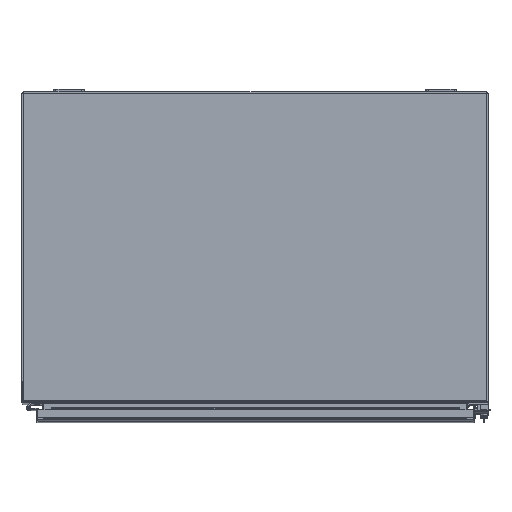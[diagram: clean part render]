
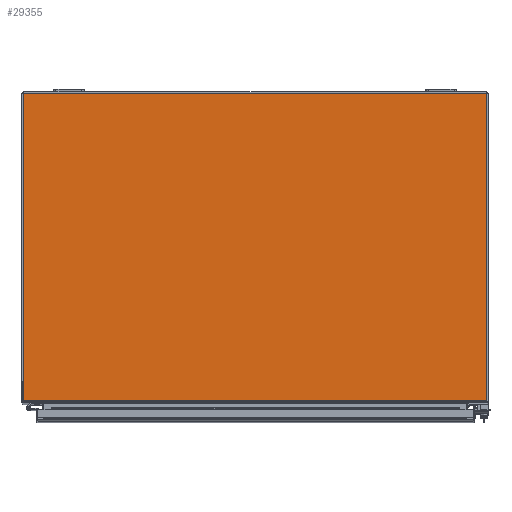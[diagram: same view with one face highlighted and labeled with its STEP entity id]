
A CAD part, top view. The second image highlights one B-rep face of the part: STEP entity #29355.
In plain terms, the highlighted planar face has unit normal (0, 0, 1).
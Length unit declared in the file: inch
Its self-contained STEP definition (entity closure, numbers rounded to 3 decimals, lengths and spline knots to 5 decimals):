
#1119 = VECTOR ( 'NONE', #29773, 39.37008 ) ;
#3011 = LINE ( 'NONE', #21149, #14764 ) ;
#4602 = EDGE_CURVE ( 'NONE', #32158, #45556, #16948, .T. ) ;
#4908 = CARTESIAN_POINT ( 'NONE',  ( 14.928, -0.072, 36. ) ) ;
#6188 = CARTESIAN_POINT ( 'NONE',  ( -14.928, -0.072, 36. ) ) ;
#6919 = ORIENTED_EDGE ( 'NONE', *, *, #4602, .T. ) ;
#8842 = VECTOR ( 'NONE', #37117, 39.37008 ) ;
#9180 = CARTESIAN_POINT ( 'NONE',  ( -14.928, -19.892, 36. ) ) ;
#12502 = VECTOR ( 'NONE', #19573, 39.37008 ) ;
#14764 = VECTOR ( 'NONE', #53907, 39.37008 ) ;
#16776 = EDGE_LOOP ( 'NONE', ( #49649, #34206, #51694, #6919 ) ) ;
#16948 = LINE ( 'NONE', #29468, #1119 ) ;
#19573 = DIRECTION ( 'NONE',  ( 0., -1., 0. ) ) ;
#21149 = CARTESIAN_POINT ( 'NONE',  ( 14.928, -0.072, 36. ) ) ;
#21974 = EDGE_CURVE ( 'NONE', #49431, #32158, #3011, .T. ) ;
#23429 = LINE ( 'NONE', #9180, #8842 ) ;
#24310 = CARTESIAN_POINT ( 'NONE',  ( -14.928, -0.072, 36. ) ) ;
#27037 = FACE_OUTER_BOUND ( 'NONE', #16776, .T. ) ;
#29272 = EDGE_CURVE ( 'NONE', #30036, #49431, #23429, .T. ) ;
#29355 = ADVANCED_FACE ( 'NONE', ( #27037 ), #45207, .T. ) ;
#29468 = CARTESIAN_POINT ( 'NONE',  ( -14.928, -0.072, 36. ) ) ;
#29773 = DIRECTION ( 'NONE',  ( -1., 0., 0. ) ) ;
#30036 = VERTEX_POINT ( 'NONE', #49737 ) ;
#32158 = VERTEX_POINT ( 'NONE', #4908 ) ;
#32824 = CARTESIAN_POINT ( 'NONE',  ( 14.928, -19.892, 36. ) ) ;
#33558 = DIRECTION ( 'NONE',  ( 0., -1., 0. ) ) ;
#34206 = ORIENTED_EDGE ( 'NONE', *, *, #29272, .T. ) ;
#37117 = DIRECTION ( 'NONE',  ( 1., 0., 0. ) ) ;
#42482 = DIRECTION ( 'NONE',  ( 0., 0., 1. ) ) ;
#45207 = PLANE ( 'NONE',  #52571 ) ;
#45556 = VERTEX_POINT ( 'NONE', #51284 ) ;
#49431 = VERTEX_POINT ( 'NONE', #32824 ) ;
#49649 = ORIENTED_EDGE ( 'NONE', *, *, #53164, .T. ) ;
#49737 = CARTESIAN_POINT ( 'NONE',  ( -14.928, -19.892, 36. ) ) ;
#51284 = CARTESIAN_POINT ( 'NONE',  ( -14.928, -0.072, 36. ) ) ;
#51694 = ORIENTED_EDGE ( 'NONE', *, *, #21974, .T. ) ;
#52571 = AXIS2_PLACEMENT_3D ( 'NONE', #24310, #42482, #33558 ) ;
#53164 = EDGE_CURVE ( 'NONE', #45556, #30036, #55013, .T. ) ;
#53907 = DIRECTION ( 'NONE',  ( 0., 1., 0. ) ) ;
#55013 = LINE ( 'NONE', #6188, #12502 ) ;
